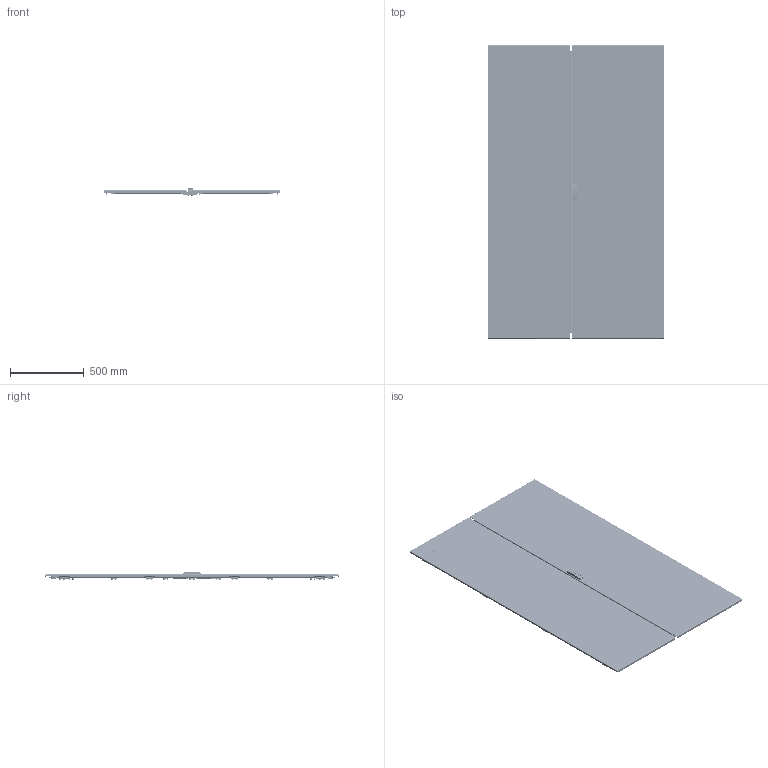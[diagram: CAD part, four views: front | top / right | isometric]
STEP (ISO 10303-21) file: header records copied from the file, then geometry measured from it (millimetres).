
FILE_DESCRIPTION (( 'STEP AP203' ), '1' );
FILE_NAME ('UR74307200120 Äâåðü ãëóõàÿ äâóõñòâîð÷àòàÿ RS52 200.120 ÑÏ ÍÇÌ (000.801.743-02).STEP', '2022-04-11T12:31:07', ( '' ), ( '' ), 'SwSTEP 2.0', 'SolidWorks 2017', '' );
FILE_SCHEMA (( 'CONFIG_CONTROL_DESIGN' ));
Length unit declared in the file: millimetre
Products named in the file (55): 016-90 Øòûðü ïåòëè LC3; MS896 Çàìîê-íàêëàäêà îñíîâíàÿ äëÿ LC_‡ ªàëâ®; 048-06 Ïðóæèíà ïåòëè çàæèìíàÿ; Óïëîòíèòåëü PS-019 (16x5) óïîðà äâåðè RS52; Óïëîòíèòåëü ÏÏÓ äëÿ äâåðè ëåâîé LC3_14 (200å60); 026-877 赶鎀鍧; 012-2180 Ïàíåëü äâåðè ïðàâîé RS52 200.00 ÑÏ ÍÌÇ_200.120; Çàêëåïêà òÿãîâàÿ ãëóõàÿ_4,8å11; Çàêëåïêà ðåçüáîâàÿ óìåíüøåííûé áîðòèê øåñòèãðàííàÿ_Œ5å14; 000.800.123 Ìåõàíèçì çàïîðíûé RS52_‡ ªàëâ®; 000.169.189 Êðîíøòåéí â ñáîðå; Çàêëåïêà òÿãîâàÿ ãëóõàÿ_4,8å12_6¬¬; Ãàéêà Ýðèêñîíà Ì6 ñ ïëîñêîé ãîëîâêîé; 000.800.061 Ïåòëÿ LC3_‡ ªàëâ®; 000.203.380 Äâåðü ëåâàÿ RS52 200.00 ÑÏ ÍÌÇ_200.120; Øàéáà 6402 Ò_Œ6; 嵑殧趌11371_6; Âèíò DIN 7500 C TORX_Œ5å16; 040-240 Ïëàíêà çàïîðíàÿ_03 (200.00); 037-50 Ïåòëÿ LC3; 000.210.691 Îñíîâàíèå äâåðè ëåâîé RS52 200.00 ÑÏ ÍÌÇ_200.120; 054-271 Ïîïåðå÷èíà äâåðè RS52_01 (00.60); Ãàéêà øåñòèãðàííàÿ âûñîêàÿ ñàìîñòîïîðÿùàÿñÿ ñ ôëàíöåì ÃÎÑÒ ISO 7043_Œ6; 000.231.069 Ðàìà óñèëèâàþùàÿ RS52_18 (200.60); UR74307200120 Äâåðü ãëóõàÿ äâóõñòâîð÷àòàÿ RS52 200.120 ÑÏ ÍÇÌ (000.801.743-02); 000.169.194 Óïîð äâåðè; 026-790 Óãîëîê çàïîðíîãî ìåõàíèçìà; 蹴濋趌5915_M6; 000.800.124 Ìåõàíèçì çàïîðíûé äâóñòâîð÷àòîé äâåðè RS52_00 (200); 028-132 Òÿãà ïëîñêàÿ_00 (¢¥àå­ïï); 054-270 Ñòîéêà äâåðè RS52_04 (200.00); Øïèëüêà çàçåìëåíèÿ CKF CS_Œ6å16; 000.203.381 Äâåðü ïðàâàÿ RS52 200.00 ÑÏ ÍÌÇ_200.120; Âèíò DIN 7500 C TORX_Œ5å12; 028-132 Òÿãà ïëîñêàÿ_01 (­¨¦­ïï); 028-149 Ðû÷àã íîâûé; 嵑殧趌6402_6; 064-14 ﾘ琺矜; 029-373 Ñîåäèíèòåëü óãëîâîé ðàìêè äâåðè RS52; 012-2179 Ïàíåëü äâåðè ëåâîé RS52 200.00 ÑÏ ÍÌÇ_200.120 ...
Assembly tree (263 placements, depth 5):
  UR74307200120 Äâåðü ãëóõàÿ äâóõñòâîð÷àòàÿ RS52 200.120 ÑÏ ÍÇÌ (000.801.743-02)
    000.169.195 Óïîð äâåðè  x2
      000.169.194 Óïîð äâåðè
        024-453 砑僔蠂縺
        040-228 Ñêîáà
      Óïëîòíèòåëü PS-019 (16x5) óïîðà äâåðè RS52
    Âèíò DIN 7500 C TORX_Œ5å12  x4
    Âèíò ISO 10642 TX_Œ5å16  x16
    000.203.380 Äâåðü ëåâàÿ RS52 200.00 ÑÏ ÍÌÇ_200.120
      000.210.691 Îñíîâàíèå äâåðè ëåâîé RS52 200.00 ÑÏ ÍÌÇ_200.120
        012-2179 Ïàíåëü äâåðè ëåâîé RS52 200.00 ÑÏ ÍÌÇ_200.120
        Øïèëüêà ðåçüáîâàÿ ñ î÷èñòêîé îò êðàñêè_Œ6å12  x24
        Øïèëüêà çàçåìëåíèÿ CKF CS_Œ6å16  x2
        050-42 Âòóëêà ñêðûòîé ïåòëè  x4
      000.231.069 Ðàìà óñèëèâàþùàÿ RS52_18 (200.60)
        054-270 Ñòîéêà äâåðè RS52_04 (200.00)  x2
        054-271 Ïîïåðå÷èíà äâåðè RS52_01 (00.60)  x2
        029-373 Ñîåäèíèòåëü óãëîâîé ðàìêè äâåðè RS52  x4
        Âèíò DIN 7500 C TORX_Œ5å16  x8
      Ãàéêà Ýðèêñîíà Ì6 ñ ïëîñêîé ãîëîâêîé  x10
      Óïëîòíèòåëü ÏÏÓ äëÿ äâåðè ëåâîé LC3_14 (200å60)
      028-135 栴鍕趌1  x4
      Çàêëåïêà ðåçüáîâàÿ óìåíüøåííûé áîðòèê øåñòèãðàííàÿ_Œ5å14  x8
      Âèíò ISO 10642 TX_Œ5å16  x8
      Óïëîòíèòåëü òèï Å äâåðè ëåâîé RS52  x2
      000.169.189 Êðîíøòåéí â ñáîðå  x6
        026-877 赶鎀鍧
        Øïèëüêà ðåçüáîâàÿ ñ î÷èñòêîé îò êðàñêè_Œ6å12
      Ãàéêà øåñòèãðàííàÿ âûñîêàÿ ñàìîñòîïîðÿùàÿñÿ ñ ôëàíöåì ÃÎÑÒ ISO 7043_Œ6  x6
      蹴濋趌5915_M6  x14
      嵑殧趌11371_6  x14
      嵑殧趌6402_6  x14
      Øàéáà 6402 Ò_Œ6  x6
      050-61 鎗鵻罻  x6
      000.800.124 Ìåõàíèçì çàïîðíûé äâóñòâîð÷àòîé äâåðè RS52_00 (200)
        028-142 ﾒ聰_00  x2
        000.800.123 Ìåõàíèçì çàïîðíûé RS52_‡ ªàëâ®
          028-132 Òÿãà ïëîñêàÿ_00 (¢¥àå­ïï)
          028-132 Òÿãà ïëîñêàÿ_01 (­¨¦­ïï)
          064-14 ﾘ琺矜  x3
          Çàêëåïêà òÿãîâàÿ ãëóõàÿ_4,8å12_6¬¬  x3
          026-790 Óãîëîê çàïîðíîãî ìåõàíèçìà
          028-149 Ðû÷àã íîâûé
        Çàêëåïêà òÿãîâàÿ ãëóõàÿ_4,8å11  x2
        064-14 ﾘ琺矜  x2
    000.203.381 Äâåðü ïðàâàÿ RS52 200.00 ÑÏ ÍÌÇ_200.120
      000.210.692 Îñíîâàíèå äâåðè ïðàâîé RS52 200.00 ÑÏ ÍÌÇ_200.120
        012-2180 Ïàíåëü äâåðè ïðàâîé RS52 200.00 ÑÏ ÍÌÇ_200.120
        Øïèëüêà ðåçüáîâàÿ ñ î÷èñòêîé îò êðàñêè_Œ6å12  x16
        Øïèëüêà çàçåìëåíèÿ CKF CS_Œ6å16  x2
        050-42 Âòóëêà ñêðûòîé ïåòëè  x4
      MS896 Çàìîê-íàêëàäêà îñíîâíàÿ äëÿ LC_‡ ªàëâ®
      Âèíò ISO 10642 TX_Œ5å10  x2
      040-172 Ïëàíêà çàïîðíàÿ_00
      Øàéáà 6402 Ò_Œ6  x6
      Ãàéêà øåñòèãðàííàÿ âûñîêàÿ ñàìîñòîïîðÿùàÿñÿ ñ ôëàíöåì ÃÎÑÒ ISO 7043_Œ6  x6
      000.231.069 Ðàìà óñèëèâàþùàÿ RS52_18 (200.60)
        054-270 Ñòîéêà äâåðè RS52_04 (200.00)  x2
        054-271 Ïîïåðå÷èíà äâåðè RS52_01 (00.60)  x2
        029-373 Ñîåäèíèòåëü óãëîâîé ðàìêè äâåðè RS52  x4
Bounding box: 1196 x 1984 x 55 mm (x, y, z)
Volume: 7287763.8 mm3; surface area: 7391786.7 mm2
Topology: 313 solids, 317 shells, 9712 faces, 24523 edges, 15529 vertices
Faces by surface type: cylinder 4008, plane 3858, cone 928, bspline 528, torus 340, sphere 50
Entity records: 87702 total; most frequent: CARTESIAN_POINT 19261, DIRECTION 12592, ORIENTED_EDGE 11258, EDGE_CURVE 5632, AXIS2_PLACEMENT_3D 4718, VERTEX_POINT 3500, VECTOR 3156, LINE 3156
